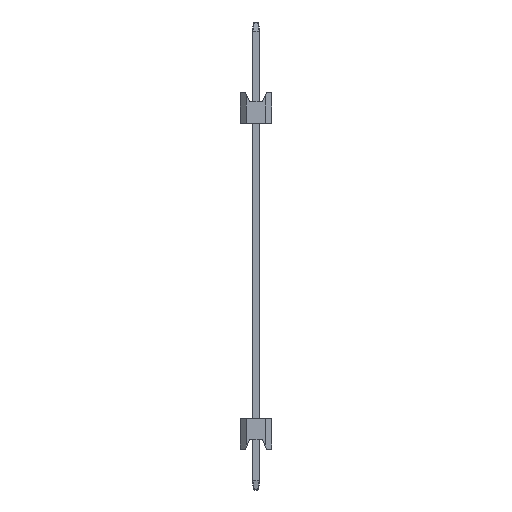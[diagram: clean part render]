
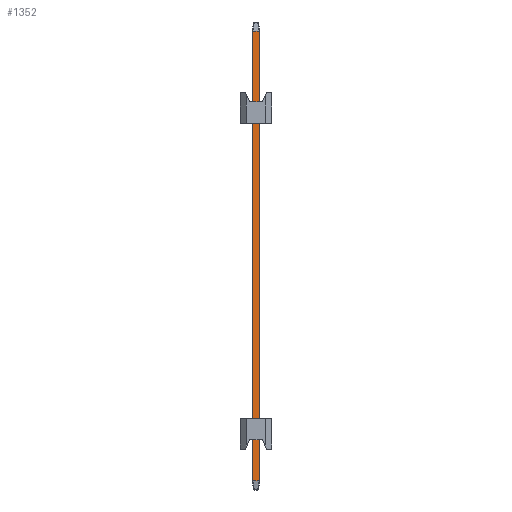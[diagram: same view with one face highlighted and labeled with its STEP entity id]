
A CAD part, left-side view. The second image highlights one B-rep face of the part: STEP entity #1352.
In plain terms, the highlighted planar face has unit normal (-1, 0, 0).
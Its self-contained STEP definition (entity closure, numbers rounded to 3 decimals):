
#282=FACE_OUTER_BOUND('',#346,.T.);
#346=EDGE_LOOP('',(#1091,#1092,#1093,#1094,#1095,#1096,#1097,#1098));
#397=LINE('',#2016,#553);
#406=LINE('',#2034,#562);
#436=LINE('',#2089,#592);
#449=LINE('',#2116,#605);
#452=LINE('',#2122,#608);
#455=LINE('',#2128,#611);
#471=LINE('',#2155,#627);
#472=LINE('',#2157,#628);
#553=VECTOR('',#1602,10.);
#562=VECTOR('',#1615,10.);
#592=VECTOR('',#1665,10.);
#605=VECTOR('',#1686,10.);
#608=VECTOR('',#1691,10.);
#611=VECTOR('',#1696,10.);
#627=VECTOR('',#1730,10.);
#628=VECTOR('',#1733,10.);
#707=VERTEX_POINT('',#2014);
#708=VERTEX_POINT('',#2015);
#715=VERTEX_POINT('',#2032);
#729=VERTEX_POINT('',#2084);
#737=VERTEX_POINT('',#2108);
#740=VERTEX_POINT('',#2114);
#742=VERTEX_POINT('',#2120);
#744=VERTEX_POINT('',#2126);
#805=EDGE_CURVE('',#707,#708,#397,.T.);
#814=EDGE_CURVE('',#715,#707,#406,.T.);
#844=EDGE_CURVE('',#708,#729,#436,.T.);
#857=EDGE_CURVE('',#740,#737,#449,.T.);
#860=EDGE_CURVE('',#742,#740,#452,.T.);
#863=EDGE_CURVE('',#744,#742,#455,.T.);
#879=EDGE_CURVE('',#737,#715,#471,.T.);
#880=EDGE_CURVE('',#729,#744,#472,.T.);
#1091=ORIENTED_EDGE('',*,*,#844,.F.);
#1092=ORIENTED_EDGE('',*,*,#805,.F.);
#1093=ORIENTED_EDGE('',*,*,#814,.F.);
#1094=ORIENTED_EDGE('',*,*,#879,.F.);
#1095=ORIENTED_EDGE('',*,*,#857,.F.);
#1096=ORIENTED_EDGE('',*,*,#860,.F.);
#1097=ORIENTED_EDGE('',*,*,#863,.F.);
#1098=ORIENTED_EDGE('',*,*,#880,.F.);
#1288=PLANE('',#1479);
#1352=ADVANCED_FACE('',(#282),#1288,.T.);
#1479=AXIS2_PLACEMENT_3D('',#2156,#1731,#1732);
#1602=DIRECTION('',(0.,0.,-1.));
#1615=DIRECTION('',(0.,-0.371,-0.928));
#1665=DIRECTION('',(0.,0.371,-0.928));
#1686=DIRECTION('',(0.,-0.371,0.928));
#1691=DIRECTION('',(0.,0.,1.));
#1696=DIRECTION('',(0.,0.371,0.928));
#1730=DIRECTION('',(0.,-1.,0.));
#1731=DIRECTION('center_axis',(-1.,0.,0.));
#1732=DIRECTION('ref_axis',(0.,-1.,0.));
#1733=DIRECTION('',(0.,1.,0.));
#2014=CARTESIAN_POINT('',(-0.32,-0.27,33.748));
#2015=CARTESIAN_POINT('',(-0.32,-0.27,-2.548));
#2016=CARTESIAN_POINT('',(-0.32,-0.27,0.));
#2032=CARTESIAN_POINT('',(-0.32,-0.269,33.75));
#2034=CARTESIAN_POINT('',(-0.32,-5.973,19.491));
#2084=CARTESIAN_POINT('',(-0.32,-0.269,-2.55));
#2089=CARTESIAN_POINT('',(-0.32,-0.593,-1.739));
#2108=CARTESIAN_POINT('',(-0.32,0.269,33.75));
#2114=CARTESIAN_POINT('',(-0.32,0.27,33.748));
#2116=CARTESIAN_POINT('',(-0.32,6.017,19.381));
#2120=CARTESIAN_POINT('',(-0.32,0.27,-2.548));
#2122=CARTESIAN_POINT('',(-0.32,0.27,0.));
#2126=CARTESIAN_POINT('',(-0.32,0.269,-2.55));
#2128=CARTESIAN_POINT('',(-0.32,0.637,-1.629));
#2155=CARTESIAN_POINT('',(-0.32,0.16,33.75));
#2156=CARTESIAN_POINT('Origin',(-0.32,0.32,0.));
#2157=CARTESIAN_POINT('',(-0.32,0.16,-2.55));
